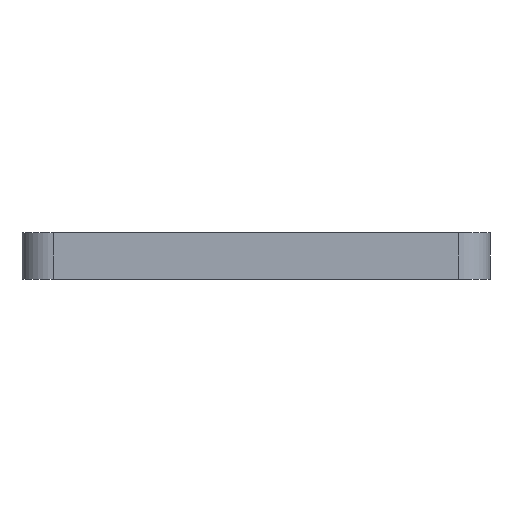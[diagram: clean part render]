
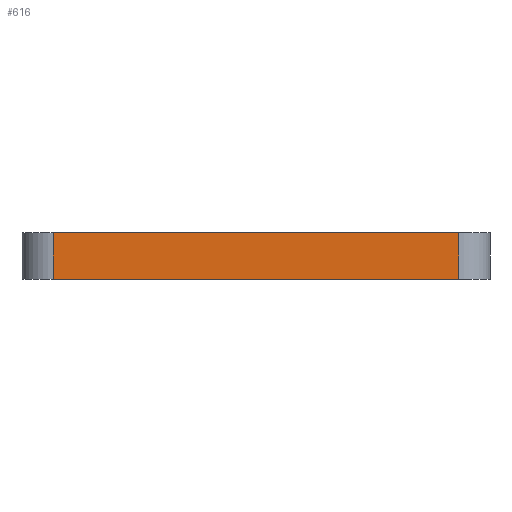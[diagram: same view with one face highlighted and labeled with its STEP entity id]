
A CAD part, front view. The second image highlights one B-rep face of the part: STEP entity #616.
In plain terms, the highlighted planar face has unit normal (0, -1, 0).
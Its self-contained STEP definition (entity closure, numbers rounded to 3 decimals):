
#27 = VECTOR ( 'NONE', #162, 1000. ) ;
#68 = DIRECTION ( 'NONE',  ( 0., 0., -1. ) ) ;
#76 = VERTEX_POINT ( 'NONE', #412 ) ;
#77 = EDGE_CURVE ( 'NONE', #76, #191, #519, .T. ) ;
#95 = EDGE_CURVE ( 'NONE', #137, #76, #787, .T. ) ;
#103 = CARTESIAN_POINT ( 'NONE',  ( 16., -32., 3. ) ) ;
#137 = VERTEX_POINT ( 'NONE', #606 ) ;
#162 = DIRECTION ( 'NONE',  ( 1., 0., 0. ) ) ;
#191 = VERTEX_POINT ( 'NONE', #103 ) ;
#209 = ORIENTED_EDGE ( 'NONE', *, *, #1124, .T. ) ;
#223 = VERTEX_POINT ( 'NONE', #713 ) ;
#328 = DIRECTION ( 'NONE',  ( 1., 0., 0. ) ) ;
#337 = DIRECTION ( 'NONE',  ( 0., 0., 1. ) ) ;
#341 = PLANE ( 'NONE',  #526 ) ;
#412 = CARTESIAN_POINT ( 'NONE',  ( 16., -32., 0. ) ) ;
#505 = DIRECTION ( 'NONE',  ( 0., 0., 1. ) ) ;
#511 = FACE_OUTER_BOUND ( 'NONE', #822, .T. ) ;
#519 = LINE ( 'NONE', #527, #523 ) ;
#523 = VECTOR ( 'NONE', #337, 1000. ) ;
#526 = AXIS2_PLACEMENT_3D ( 'NONE', #1024, #871, #505 ) ;
#527 = CARTESIAN_POINT ( 'NONE',  ( 16., -32., 3. ) ) ;
#606 = CARTESIAN_POINT ( 'NONE',  ( -10., -32., 0. ) ) ;
#616 = ADVANCED_FACE ( 'NONE', ( #511 ), #341, .F. ) ;
#675 = CARTESIAN_POINT ( 'NONE',  ( -10., -32., 3. ) ) ;
#678 = EDGE_CURVE ( 'NONE', #223, #191, #1109, .T. ) ;
#689 = CARTESIAN_POINT ( 'NONE',  ( -12., -32., 0. ) ) ;
#692 = ORIENTED_EDGE ( 'NONE', *, *, #678, .F. ) ;
#713 = CARTESIAN_POINT ( 'NONE',  ( -10., -32., 3. ) ) ;
#787 = LINE ( 'NONE', #689, #27 ) ;
#822 = EDGE_LOOP ( 'NONE', ( #692, #209, #1043, #1055 ) ) ;
#871 = DIRECTION ( 'NONE',  ( 0., 1., 0. ) ) ;
#941 = VECTOR ( 'NONE', #328, 1000. ) ;
#995 = VECTOR ( 'NONE', #68, 1000. ) ;
#1024 = CARTESIAN_POINT ( 'NONE',  ( -12., -32., 3. ) ) ;
#1042 = LINE ( 'NONE', #675, #995 ) ;
#1043 = ORIENTED_EDGE ( 'NONE', *, *, #95, .T. ) ;
#1055 = ORIENTED_EDGE ( 'NONE', *, *, #77, .T. ) ;
#1109 = LINE ( 'NONE', #1116, #941 ) ;
#1116 = CARTESIAN_POINT ( 'NONE',  ( -12., -32., 3. ) ) ;
#1124 = EDGE_CURVE ( 'NONE', #223, #137, #1042, .T. ) ;
